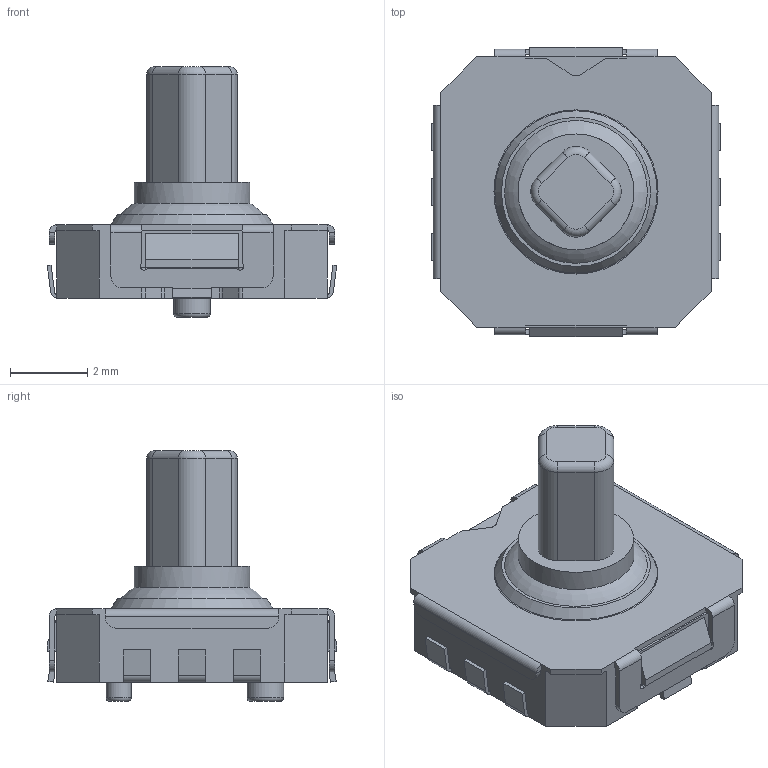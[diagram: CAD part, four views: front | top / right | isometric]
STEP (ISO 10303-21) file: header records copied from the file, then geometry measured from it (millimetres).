
FILE_DESCRIPTION(/* description */ ('STEP AP242','CAx-IF Rec.Pracs.---Representation and Presentation of Product Manufacturing Information (PMI)---4.0---2014-10-13','CAx-IF Rec.Pracs.---3D Tessellated Geometry---0.4---2014-09-14','2;1'),/* implementation_level */ '2;1');
FILE_NAME(/* name */ '6723ea9cfb3a9f63752b167d',/* time_stamp */ '2024-10-31T20:37:49Z',/* author */ (''),/* organization */ (''),/* preprocessor_version */ 'ST-DEVELOPER v20',/* originating_system */ ' ',/* authorisation */ ' ');
FILE_SCHEMA (('AP242_MANAGED_MODEL_BASED_3D_ENGINEERING_MIM_LF { 1 0 10303 442 1 1 4 }'));
Length unit declared in the file: metre
Products named in the file (1): C-2434804-1
Bounding box: 7.5 x 7.5 x 6.5 mm (x, y, z)
Volume: 110.8 mm3; surface area: 213.4 mm2
Topology: 1 solids, 1 shells, 206 faces, 558 edges, 362 vertices
Faces by surface type: plane 130, cylinder 67, torus 8, cone 1
Full cylindrical faces by diameter (mm): 0.65 x1, 0.95 x1, 3 x1
Entity records: 7660 total; most frequent: CARTESIAN_POINT 1143, DIRECTION 1102, ORIENTED_EDGE 1096, EDGE_CURVE 548, LINE 404, VECTOR 404, VERTEX_POINT 360, AXIS2_PLACEMENT_3D 349
